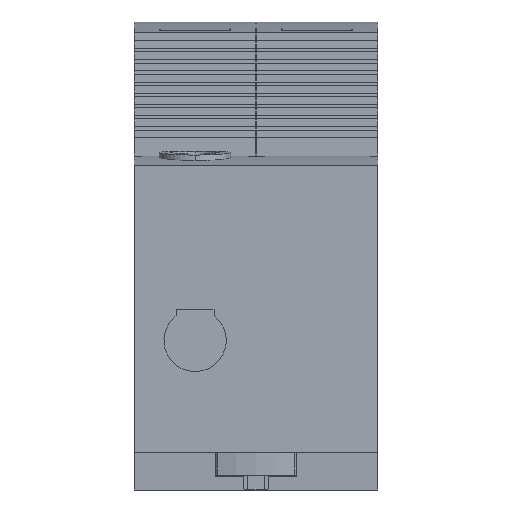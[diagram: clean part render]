
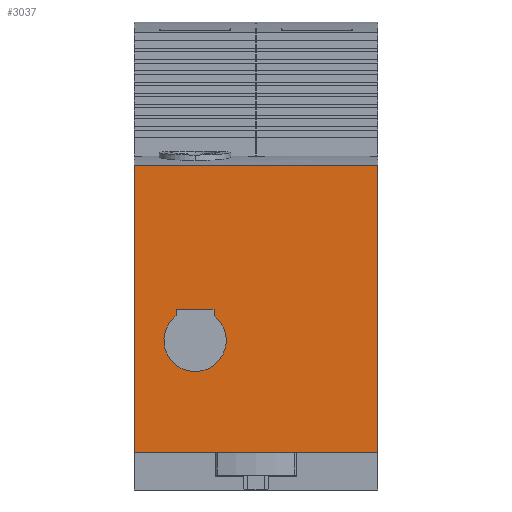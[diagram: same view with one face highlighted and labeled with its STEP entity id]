
A CAD part, front view. The second image highlights one B-rep face of the part: STEP entity #3037.
In plain terms, the highlighted planar face has unit normal (0, -1, 0).
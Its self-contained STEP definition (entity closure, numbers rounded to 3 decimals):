
#48=DIRECTION('',(0.,0.,-1.));
#49=VECTOR('',#48,42.486);
#50=CARTESIAN_POINT('',(-18.,-42.4,23.362));
#51=LINE('',#50,#49);
#325=DIRECTION('',(0.,0.,-1.));
#326=VECTOR('',#325,42.486);
#327=CARTESIAN_POINT('',(18.,-42.4,23.362));
#328=LINE('',#327,#326);
#508=DIRECTION('',(1.,0.,0.));
#509=VECTOR('',#508,12.);
#510=CARTESIAN_POINT('',(-6.,-42.4,-19.125));
#511=LINE('',#510,#509);
#596=DIRECTION('',(1.,0.,0.));
#597=VECTOR('',#596,12.);
#598=CARTESIAN_POINT('',(6.,-42.4,-19.125));
#599=LINE('',#598,#597);
#612=DIRECTION('',(1.,0.,0.));
#613=VECTOR('',#612,12.);
#614=CARTESIAN_POINT('',(-18.,-42.4,-19.125));
#615=LINE('',#614,#613);
#812=CARTESIAN_POINT('',(-9.,-42.4,-2.525));
#813=DIRECTION('',(0.,-1.,0.));
#814=DIRECTION('',(-0.609,0.,0.793));
#815=AXIS2_PLACEMENT_3D('',#812,#813,#814);
#817=DIRECTION('',(0.,0.,1.));
#818=VECTOR('',#817,0.95);
#819=CARTESIAN_POINT('',(-6.2,-42.4,1.125));
#820=LINE('',#819,#818);
#821=DIRECTION('',(-1.,0.,0.));
#822=VECTOR('',#821,5.6);
#823=CARTESIAN_POINT('',(-6.2,-42.4,2.075));
#824=LINE('',#823,#822);
#825=DIRECTION('',(0.,0.,-1.));
#826=VECTOR('',#825,0.95);
#827=CARTESIAN_POINT('',(-11.8,-42.4,2.075));
#828=LINE('',#827,#826);
#829=DIRECTION('',(1.,0.,0.));
#830=VECTOR('',#829,36.);
#831=CARTESIAN_POINT('',(-18.,-42.4,23.362));
#832=LINE('',#831,#830);
#1660=CARTESIAN_POINT('',(-18.,-42.4,23.362));
#1661=VERTEX_POINT('',#1660);
#1662=CARTESIAN_POINT('',(-18.,-42.4,-19.125));
#1663=VERTEX_POINT('',#1662);
#1706=CARTESIAN_POINT('',(18.,-42.4,23.362));
#1707=VERTEX_POINT('',#1706);
#1708=CARTESIAN_POINT('',(18.,-42.4,-19.125));
#1709=VERTEX_POINT('',#1708);
#1854=CARTESIAN_POINT('',(-11.8,-42.4,1.125));
#1855=CARTESIAN_POINT('',(-6.2,-42.4,1.125));
#1856=VERTEX_POINT('',#1854);
#1857=VERTEX_POINT('',#1855);
#1858=CARTESIAN_POINT('',(-6.2,-42.4,2.075));
#1859=VERTEX_POINT('',#1858);
#1860=CARTESIAN_POINT('',(-11.8,-42.4,2.075));
#1861=VERTEX_POINT('',#1860);
#1916=CARTESIAN_POINT('',(-6.,-42.4,-19.125));
#1917=VERTEX_POINT('',#1916);
#1918=CARTESIAN_POINT('',(6.,-42.4,-19.125));
#1919=VERTEX_POINT('',#1918);
#3013=CARTESIAN_POINT('',(-18.,-42.4,23.362));
#3014=DIRECTION('',(0.,-1.,0.));
#3015=DIRECTION('',(0.,0.,-1.));
#3016=AXIS2_PLACEMENT_3D('',#3013,#3014,#3015);
#3017=PLANE('',#3016);
#3018=ORIENTED_EDGE('',*,*,#2531,.F.);
#3019=ORIENTED_EDGE('',*,*,#2682,.F.);
#3020=ORIENTED_EDGE('',*,*,#2071,.F.);
#3022=ORIENTED_EDGE('',*,*,#3021,.T.);
#3023=ORIENTED_EDGE('',*,*,#2307,.T.);
#3024=ORIENTED_EDGE('',*,*,#2661,.F.);
#3025=EDGE_LOOP('',(#3018,#3019,#3020,#3022,#3023,#3024));
#3026=FACE_OUTER_BOUND('',#3025,.F.);
#3028=ORIENTED_EDGE('',*,*,#3027,.T.);
#3030=ORIENTED_EDGE('',*,*,#3029,.T.);
#3032=ORIENTED_EDGE('',*,*,#3031,.T.);
#3034=ORIENTED_EDGE('',*,*,#3033,.T.);
#3035=EDGE_LOOP('',(#3028,#3030,#3032,#3034));
#3036=FACE_BOUND('',#3035,.F.);
#3037=ADVANCED_FACE('',(#3026,#3036),#3017,.T.);
#816=CIRCLE('',#815,4.6);
#2071=EDGE_CURVE('',#1661,#1663,#51,.T.);
#2307=EDGE_CURVE('',#1707,#1709,#328,.T.);
#2531=EDGE_CURVE('',#1917,#1919,#511,.T.);
#2661=EDGE_CURVE('',#1919,#1709,#599,.T.);
#2682=EDGE_CURVE('',#1663,#1917,#615,.T.);
#3021=EDGE_CURVE('',#1661,#1707,#832,.T.);
#3027=EDGE_CURVE('',#1856,#1857,#816,.T.);
#3029=EDGE_CURVE('',#1857,#1859,#820,.T.);
#3031=EDGE_CURVE('',#1859,#1861,#824,.T.);
#3033=EDGE_CURVE('',#1861,#1856,#828,.T.);
